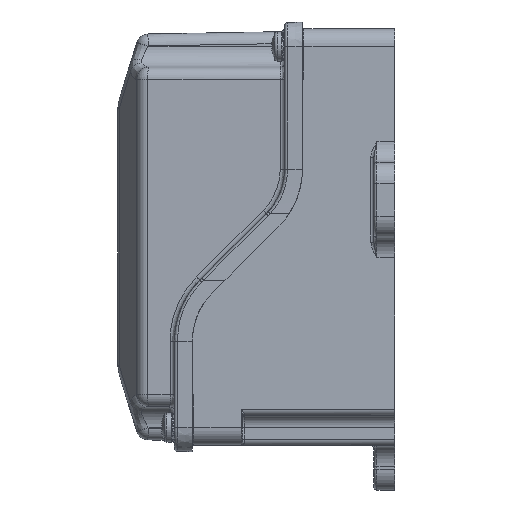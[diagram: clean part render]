
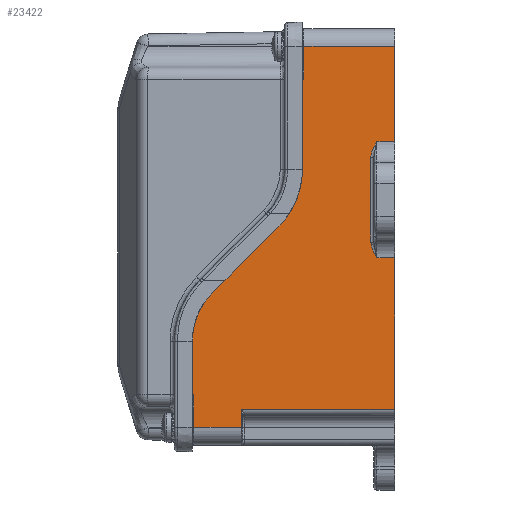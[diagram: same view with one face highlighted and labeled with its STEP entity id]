
A CAD part, left-side view. The second image highlights one B-rep face of the part: STEP entity #23422.
In plain terms, the highlighted planar face has unit normal (-1, 0, 0).
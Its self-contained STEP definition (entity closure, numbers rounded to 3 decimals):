
#575=PLANE('',#24883);
#1373=FACE_OUTER_BOUND('',#2660,.T.);
#2660=EDGE_LOOP('',(#15434,#15435,#15436,#15437,#15438,#15439,#15440,#15441,
#15442,#15443,#15444,#15445,#15446,#15447,#15448,#15449,#15450,#15451,#15452,
#15453));
#3913=B_SPLINE_CURVE_WITH_KNOTS('',3,(#33585,#33586,#33587,#33588,#33589,
#33590,#33591,#33592),.UNSPECIFIED.,.F.,.F.,(4,1,1,2,4),(-0.57,
-0.342,-0.228,0.,0.001),
 .UNSPECIFIED.);
#3914=B_SPLINE_CURVE_WITH_KNOTS('',3,(#33595,#33596,#33597,#33598,#33599,
#33600,#33601,#33602),.UNSPECIFIED.,.F.,.F.,(4,2,1,1,4),(-0.571,
-0.57,-0.342,-0.228,0.),
 .UNSPECIFIED.);
#4381=LINE('',#32582,#6488);
#4388=LINE('',#32629,#6495);
#4389=LINE('',#32635,#6496);
#4407=LINE('',#32788,#6514);
#4411=LINE('',#32828,#6518);
#4421=LINE('',#32888,#6528);
#4435=LINE('',#32927,#6542);
#4443=LINE('',#32965,#6550);
#4445=LINE('',#32980,#6552);
#4467=LINE('',#33183,#6574);
#4492=LINE('',#33352,#6599);
#4501=LINE('',#33383,#6608);
#4514=LINE('',#33594,#6621);
#4515=LINE('',#33603,#6622);
#4516=LINE('',#33604,#6623);
#4517=LINE('',#33605,#6624);
#6488=VECTOR('',#26611,10.);
#6495=VECTOR('',#26644,10.);
#6496=VECTOR('',#26649,10.);
#6514=VECTOR('',#26743,10.);
#6518=VECTOR('',#26759,10.);
#6528=VECTOR('',#26815,10.);
#6542=VECTOR('',#26857,10.);
#6550=VECTOR('',#26891,10.);
#6552=VECTOR('',#26901,10.);
#6574=VECTOR('',#26993,10.);
#6599=VECTOR('',#27102,10.);
#6608=VECTOR('',#27135,10.);
#6621=VECTOR('',#27230,10.);
#6622=VECTOR('',#27231,10.);
#6623=VECTOR('',#27232,10.);
#6624=VECTOR('',#27233,10.);
#8623=CIRCLE('',#24689,25.5);
#8629=CIRCLE('',#24697,24.5);
#9307=VERTEX_POINT('',#32578);
#9309=VERTEX_POINT('',#32581);
#9322=VERTEX_POINT('',#32618);
#9324=VERTEX_POINT('',#32622);
#9325=VERTEX_POINT('',#32631);
#9327=VERTEX_POINT('',#32634);
#9357=VERTEX_POINT('',#32759);
#9358=VERTEX_POINT('',#32761);
#9364=VERTEX_POINT('',#32786);
#9369=VERTEX_POINT('',#32810);
#9386=VERTEX_POINT('',#32882);
#9406=VERTEX_POINT('',#32962);
#9408=VERTEX_POINT('',#32971);
#9434=VERTEX_POINT('',#33181);
#9463=VERTEX_POINT('',#33349);
#9464=VERTEX_POINT('',#33351);
#9473=VERTEX_POINT('',#33379);
#9474=VERTEX_POINT('',#33381);
#9494=VERTEX_POINT('',#33584);
#9495=VERTEX_POINT('',#33593);
#11504=EDGE_CURVE('',#9307,#9309,#4381,.T.);
#11522=EDGE_CURVE('',#9322,#9324,#4388,.T.);
#11524=EDGE_CURVE('',#9325,#9327,#4389,.T.);
#11570=EDGE_CURVE('',#9357,#9358,#8623,.T.);
#11577=EDGE_CURVE('',#9364,#9357,#4407,.T.);
#11583=EDGE_CURVE('',#9369,#9364,#8629,.T.);
#11589=EDGE_CURVE('',#9322,#9369,#4411,.T.);
#11614=EDGE_CURVE('',#9386,#9324,#4421,.T.);
#11635=EDGE_CURVE('',#9327,#9307,#4435,.T.);
#11651=EDGE_CURVE('',#9406,#9386,#4443,.T.);
#11656=EDGE_CURVE('',#9408,#9406,#4445,.T.);
#11702=EDGE_CURVE('',#9408,#9434,#4467,.T.);
#11750=EDGE_CURVE('',#9463,#9464,#4492,.T.);
#11766=EDGE_CURVE('',#9474,#9473,#4501,.T.);
#11808=EDGE_CURVE('',#9494,#9463,#3913,.T.);
#11809=EDGE_CURVE('',#9495,#9494,#4514,.T.);
#11810=EDGE_CURVE('',#9473,#9495,#3914,.T.);
#11811=EDGE_CURVE('',#9474,#9309,#4515,.T.);
#11812=EDGE_CURVE('',#9358,#9325,#4516,.T.);
#11813=EDGE_CURVE('',#9434,#9464,#4517,.T.);
#15434=ORIENTED_EDGE('',*,*,#11808,.F.);
#15435=ORIENTED_EDGE('',*,*,#11809,.F.);
#15436=ORIENTED_EDGE('',*,*,#11810,.F.);
#15437=ORIENTED_EDGE('',*,*,#11766,.F.);
#15438=ORIENTED_EDGE('',*,*,#11811,.T.);
#15439=ORIENTED_EDGE('',*,*,#11504,.F.);
#15440=ORIENTED_EDGE('',*,*,#11635,.F.);
#15441=ORIENTED_EDGE('',*,*,#11524,.F.);
#15442=ORIENTED_EDGE('',*,*,#11812,.F.);
#15443=ORIENTED_EDGE('',*,*,#11570,.F.);
#15444=ORIENTED_EDGE('',*,*,#11577,.F.);
#15445=ORIENTED_EDGE('',*,*,#11583,.F.);
#15446=ORIENTED_EDGE('',*,*,#11589,.F.);
#15447=ORIENTED_EDGE('',*,*,#11522,.T.);
#15448=ORIENTED_EDGE('',*,*,#11614,.F.);
#15449=ORIENTED_EDGE('',*,*,#11651,.F.);
#15450=ORIENTED_EDGE('',*,*,#11656,.F.);
#15451=ORIENTED_EDGE('',*,*,#11702,.T.);
#15452=ORIENTED_EDGE('',*,*,#11813,.T.);
#15453=ORIENTED_EDGE('',*,*,#11750,.F.);
#23422=ADVANCED_FACE('',(#1373),#575,.T.);
#24689=AXIS2_PLACEMENT_3D('',#32762,#26732,#26733);
#24697=AXIS2_PLACEMENT_3D('',#32812,#26751,#26752);
#24883=AXIS2_PLACEMENT_3D('',#33583,#27228,#27229);
#26611=DIRECTION('',(0.,-1.,0.));
#26644=DIRECTION('',(0.,-1.,0.));
#26649=DIRECTION('',(0.,-1.,0.));
#26732=DIRECTION('center_axis',(-1.,0.,0.));
#26733=DIRECTION('ref_axis',(0.,-0.924,-0.383));
#26743=DIRECTION('',(0.,-0.707,0.707));
#26751=DIRECTION('center_axis',(1.,0.,0.));
#26752=DIRECTION('ref_axis',(0.,0.924,0.383));
#26759=DIRECTION('',(0.,0.,1.));
#26815=DIRECTION('',(0.,0.,1.));
#26857=DIRECTION('',(0.,0.,1.));
#26891=DIRECTION('',(0.,1.,0.));
#26901=DIRECTION('',(0.,0.,-1.));
#26993=DIRECTION('',(0.,-1.,0.));
#27102=DIRECTION('',(0.,-1.,0.));
#27135=DIRECTION('',(0.,1.,0.));
#27228=DIRECTION('center_axis',(-1.,0.,0.));
#27229=DIRECTION('ref_axis',(0.,0.,1.));
#27230=DIRECTION('',(0.,0.,-1.));
#27231=DIRECTION('',(0.,0.,1.));
#27232=DIRECTION('',(0.,0.,1.));
#27233=DIRECTION('',(0.,0.,1.));
#32578=CARTESIAN_POINT('',(-70.,30.5,64.));
#32581=CARTESIAN_POINT('',(-70.,0.,64.));
#32582=CARTESIAN_POINT('',(-70.,0.,64.));
#32618=CARTESIAN_POINT('',(-70.,69.5,-53.));
#32622=CARTESIAN_POINT('',(-70.,67.5,-53.));
#32629=CARTESIAN_POINT('',(-70.,70.,-53.));
#32631=CARTESIAN_POINT('',(-70.,32.5,53.));
#32634=CARTESIAN_POINT('',(-70.,30.5,53.));
#32635=CARTESIAN_POINT('',(-70.,33.,53.));
#32759=CARTESIAN_POINT('',(-70.,39.969,4.679));
#32761=CARTESIAN_POINT('',(-70.,32.5,22.711));
#32762=CARTESIAN_POINT('Origin',(-70.,58.,22.711));
#32786=CARTESIAN_POINT('',(-70.,62.324,-17.676));
#32788=CARTESIAN_POINT('',(-70.,59.824,-15.176));
#32810=CARTESIAN_POINT('',(-70.,69.5,-35.));
#32812=CARTESIAN_POINT('Origin',(-70.,45.,-35.));
#32828=CARTESIAN_POINT('',(-70.,69.5,-35.));
#32882=CARTESIAN_POINT('',(-70.,67.5,-64.));
#32888=CARTESIAN_POINT('',(-70.,67.5,-66.898));
#32927=CARTESIAN_POINT('',(-70.,30.5,-2.843));
#32962=CARTESIAN_POINT('',(-70.,51.5,-64.));
#32965=CARTESIAN_POINT('',(-70.,0.,-64.));
#32971=CARTESIAN_POINT('',(-70.,51.5,-57.9));
#32980=CARTESIAN_POINT('',(-70.,51.5,-67.374));
#33181=CARTESIAN_POINT('',(-70.,0.,-57.9));
#33183=CARTESIAN_POINT('',(-70.,0.,-57.9));
#33349=CARTESIAN_POINT('',(-70.,6.,-7.));
#33351=CARTESIAN_POINT('',(-70.,0.,-7.));
#33352=CARTESIAN_POINT('',(-70.,0.,-7.));
#33379=CARTESIAN_POINT('',(-70.,6.,32.));
#33381=CARTESIAN_POINT('',(-70.,0.,32.));
#33383=CARTESIAN_POINT('',(-70.,0.,32.));
#33583=CARTESIAN_POINT('Origin',(-70.,0.,-70.));
#33584=CARTESIAN_POINT('',(-70.,8.,-1.708));
#33585=CARTESIAN_POINT('Ctrl Pts',(-70.,8.,-1.708));
#33586=CARTESIAN_POINT('Ctrl Pts',(-70.,8.,-2.468));
#33587=CARTESIAN_POINT('Ctrl Pts',(-70.,7.723,-3.6));
#33588=CARTESIAN_POINT('Ctrl Pts',(-70.,6.962,-5.334));
#33589=CARTESIAN_POINT('Ctrl Pts',(-70.,6.385,-6.333));
#33590=CARTESIAN_POINT('Ctrl Pts',(-70.,6.004,-6.994));
#33591=CARTESIAN_POINT('Ctrl Pts',(-70.,6.002,-6.997));
#33592=CARTESIAN_POINT('Ctrl Pts',(-70.,6.,-7.));
#33593=CARTESIAN_POINT('',(-70.,8.,26.708));
#33594=CARTESIAN_POINT('',(-70.,8.,-28.75));
#33595=CARTESIAN_POINT('Ctrl Pts',(-70.,6.,32.));
#33596=CARTESIAN_POINT('Ctrl Pts',(-70.,6.002,31.997));
#33597=CARTESIAN_POINT('Ctrl Pts',(-70.,6.004,31.994));
#33598=CARTESIAN_POINT('Ctrl Pts',(-70.,6.385,31.333));
#33599=CARTESIAN_POINT('Ctrl Pts',(-70.,6.962,30.332));
#33600=CARTESIAN_POINT('Ctrl Pts',(-70.,7.722,28.601));
#33601=CARTESIAN_POINT('Ctrl Pts',(-70.,8.,27.468));
#33602=CARTESIAN_POINT('Ctrl Pts',(-70.,8.,26.708));
#33603=CARTESIAN_POINT('',(-70.,0.,-70.));
#33604=CARTESIAN_POINT('',(-70.,32.5,-23.645));
#33605=CARTESIAN_POINT('',(-70.,0.,-70.));
